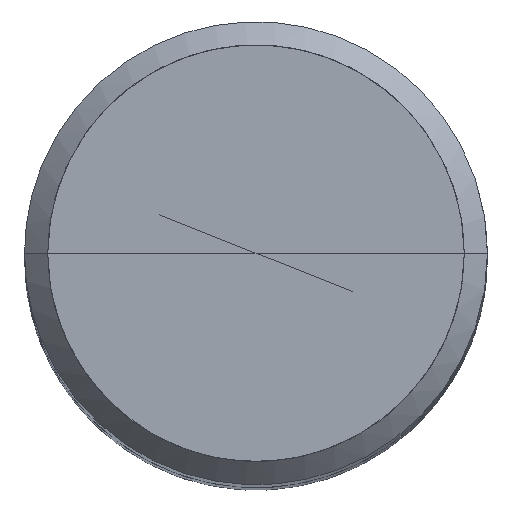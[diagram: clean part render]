
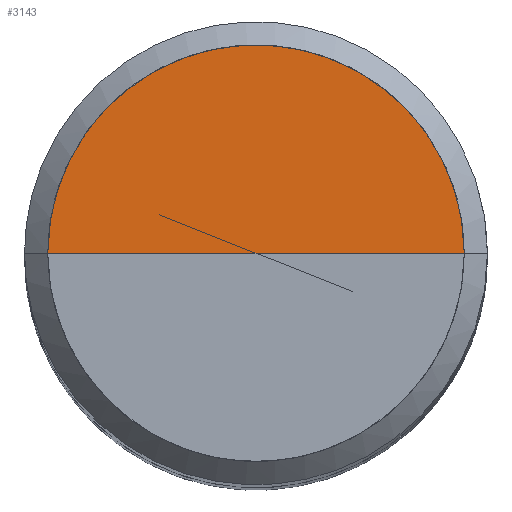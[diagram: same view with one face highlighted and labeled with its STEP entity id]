
A CAD part, top view. The second image highlights one B-rep face of the part: STEP entity #3143.
In plain terms, the highlighted free-form (B-spline) face has degree [1, 2] with [2, 5] control points.
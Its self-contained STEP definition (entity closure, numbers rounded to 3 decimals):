
#2855=CARTESIAN_POINT('',(7.2,0.0,53.725));
#2856=CARTESIAN_POINT('',(7.2,7.2,53.725));
#2857=CARTESIAN_POINT('',(0.0,7.2,53.725));
#2858=CARTESIAN_POINT('',(-7.2,7.2,53.725));
#2859=CARTESIAN_POINT('',(-7.2,0.0,53.725));
#2860=CARTESIAN_POINT('',(0.0,0.0,53.725));
#3128=(
BOUNDED_SURFACE()
B_SPLINE_SURFACE(1,2,(
(#2855,#2856,#2857,#2858,#2859),
(#2860,#2860,#2860,#2860,#2860)
), .UNSPECIFIED.,.F.,.F.,.F.)
B_SPLINE_SURFACE_WITH_KNOTS((2,2),(3,2,3),(
0.0,1.0),(
0.0,0.5,1.0), .UNSPECIFIED.)
GEOMETRIC_REPRESENTATION_ITEM()
RATIONAL_B_SPLINE_SURFACE(((1.0,0.707,1.0,0.707,1.0),
(1.0,0.707,1.0,0.707,1.0)
))
REPRESENTATION_ITEM('')
SURFACE()
);
#3129=(
BOUNDED_CURVE()
B_SPLINE_CURVE(1,(#2860,#2855),.UNSPECIFIED.,.F.,.F.)
B_SPLINE_CURVE_WITH_KNOTS((2,2),
(0.0,1.0),.UNSPECIFIED.)
CURVE()
GEOMETRIC_REPRESENTATION_ITEM()
RATIONAL_B_SPLINE_CURVE((1.0,1.0))
REPRESENTATION_ITEM('')
);
#3130=(
BOUNDED_CURVE()
B_SPLINE_CURVE(2,(#2855,#2856,#2857,#2858,#2859),.UNSPECIFIED.,.F.,.F.)
B_SPLINE_CURVE_WITH_KNOTS((3,2,3),
(0.0,0.5,1.0),.UNSPECIFIED.)
CURVE()
GEOMETRIC_REPRESENTATION_ITEM()
RATIONAL_B_SPLINE_CURVE((1.0,0.707,1.0,0.707,1.0))
REPRESENTATION_ITEM('')
);
#3131=(
BOUNDED_CURVE()
B_SPLINE_CURVE(1,(#2859,#2860),.UNSPECIFIED.,.F.,.F.)
B_SPLINE_CURVE_WITH_KNOTS((2,2),
(0.0,1.0),.UNSPECIFIED.)
CURVE()
GEOMETRIC_REPRESENTATION_ITEM()
RATIONAL_B_SPLINE_CURVE((1.0,1.0))
REPRESENTATION_ITEM('')
);
#3132=VERTEX_POINT('',#2855);
#3133=VERTEX_POINT('',#2859);
#3134=VERTEX_POINT('',#2860);
#3135=EDGE_CURVE('',#3134,#3132,#3129,.T.);
#3136=EDGE_CURVE('',#3132,#3133,#3130,.T.);
#3137=EDGE_CURVE('',#3133,#3134,#3131,.T.);
#3138=ORIENTED_EDGE('',*,*,#3135,.T.);
#3139=ORIENTED_EDGE('',*,*,#3136,.T.);
#3140=ORIENTED_EDGE('',*,*,#3137,.T.);
#3141=EDGE_LOOP('',(#3138,#3139,#3140));
#3142=FACE_OUTER_BOUND('',#3141,.T.);
#3143=ADVANCED_FACE('',(#3142),#3128,.T.);
